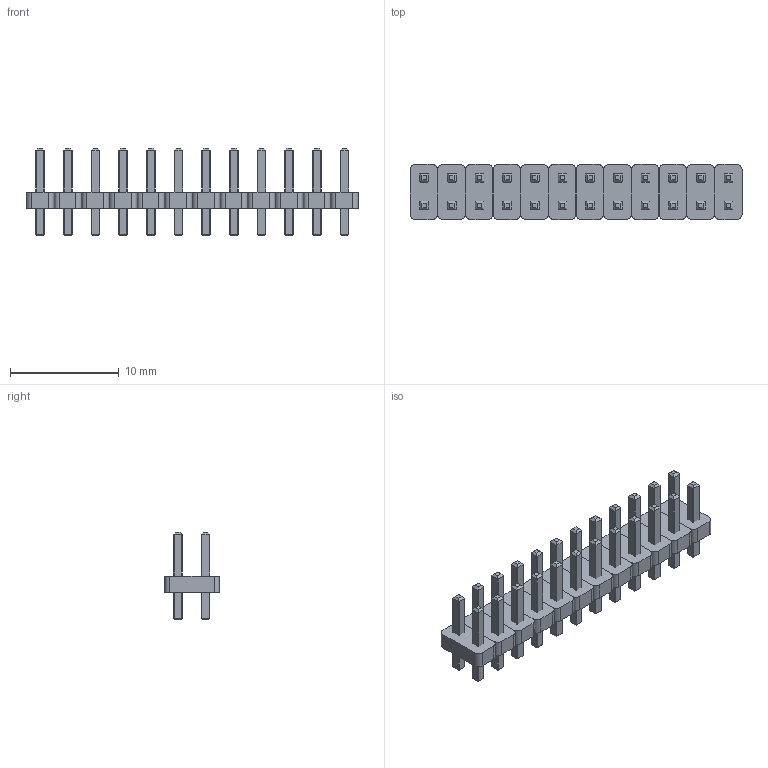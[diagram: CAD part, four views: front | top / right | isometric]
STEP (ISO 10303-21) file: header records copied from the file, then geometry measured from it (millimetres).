
FILE_DESCRIPTION(/* description */ (''),/* implementation_level */ '2;1');
FILE_NAME(/* name */ 'PIN_0.8mm_12x2.step',/* time_stamp */ '2019-04-17T23:17:58+03:00',/* author */ (''),/* organization */ (''),/* preprocessor_version */ 'ST-DEVELOPER v17.2',/* originating_system */ 'Autodesk Translation Framework v7.6.0.251',/* authorisation */ '');
FILE_SCHEMA (('AUTOMOTIVE_DESIGN { 1 0 10303 214 3 1 1 }'));
Length unit declared in the file: millimetre
Products named in the file (2): (Unsaved); PIN_0
Assembly tree (1 placements, depth 2):
  (Unsaved)
    PIN_0
Bounding box: 30.48 x 5.08 x 8 mm (x, y, z)
Volume: 321.2 mm3; surface area: 1245.5 mm2
Topology: 36 solids, 36 shells, 612 faces, 1584 edges, 1056 vertices
Faces by surface type: plane 564, cylinder 48
Entity records: 18396 total; most frequent: CARTESIAN_POINT 3255, ORIENTED_EDGE 3168, DIRECTION 2910, EDGE_CURVE 1584, LINE 1488, VECTOR 1488, VERTEX_POINT 1056, AXIS2_PLACEMENT_3D 711
